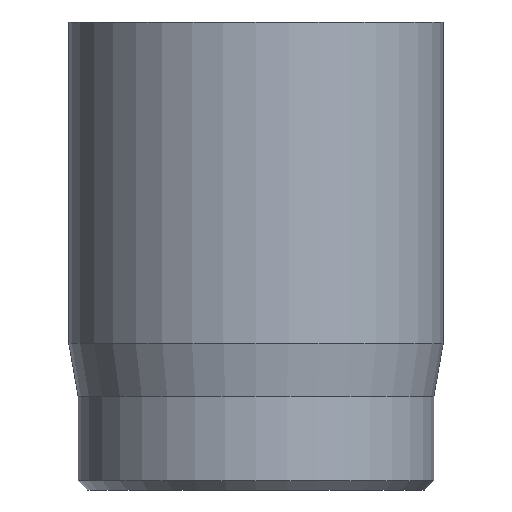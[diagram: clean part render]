
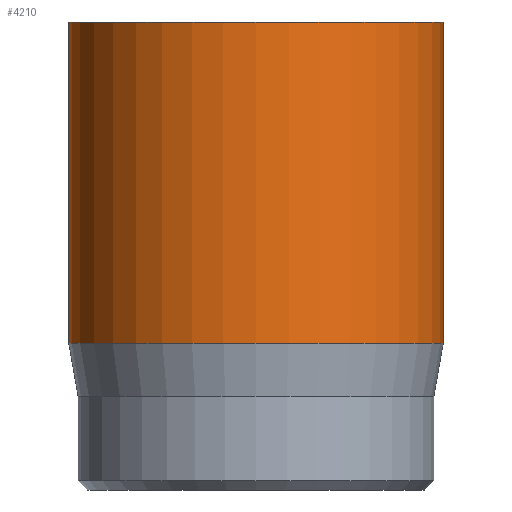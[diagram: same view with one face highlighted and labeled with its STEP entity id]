
A CAD part, front view. The second image highlights one B-rep face of the part: STEP entity #4210.
In plain terms, the highlighted cylindrical face has radius 2 mm (diameter 4 mm), a full revolution.
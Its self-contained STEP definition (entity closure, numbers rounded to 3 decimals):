
#31=CYLINDRICAL_SURFACE('',#4371,2.);
#44=CIRCLE('',#4346,2.);
#55=CIRCLE('',#4369,2.);
#56=CIRCLE('',#4370,2.);
#379=FACE_OUTER_BOUND('',#629,.T.);
#629=EDGE_LOOP('',(#3753,#3754,#3755,#3756,#3757));
#936=LINE('',#8056,#1249);
#1249=VECTOR('',#4866,2.);
#1934=VERTEX_POINT('',#8011);
#1945=VERTEX_POINT('',#8050);
#1946=VERTEX_POINT('',#8051);
#2537=EDGE_CURVE('',#1934,#1934,#44,.T.);
#2553=EDGE_CURVE('',#1945,#1946,#55,.T.);
#2554=EDGE_CURVE('',#1946,#1945,#56,.T.);
#2556=EDGE_CURVE('',#1934,#1945,#936,.T.);
#3753=ORIENTED_EDGE('',*,*,#2537,.T.);
#3754=ORIENTED_EDGE('',*,*,#2556,.T.);
#3755=ORIENTED_EDGE('',*,*,#2553,.T.);
#3756=ORIENTED_EDGE('',*,*,#2554,.T.);
#3757=ORIENTED_EDGE('',*,*,#2556,.F.);
#4210=ADVANCED_FACE('',(#379),#31,.T.);
#4346=AXIS2_PLACEMENT_3D('',#8012,#4808,#4809);
#4369=AXIS2_PLACEMENT_3D('',#8052,#4859,#4860);
#4370=AXIS2_PLACEMENT_3D('',#8053,#4861,#4862);
#4371=AXIS2_PLACEMENT_3D('',#8055,#4864,#4865);
#4808=DIRECTION('center_axis',(0.,0.,-1.));
#4809=DIRECTION('ref_axis',(-1.,0.,0.));
#4859=DIRECTION('center_axis',(0.,0.,1.));
#4860=DIRECTION('ref_axis',(-1.,0.,0.));
#4861=DIRECTION('center_axis',(0.,0.,1.));
#4862=DIRECTION('ref_axis',(-1.,0.,0.));
#4864=DIRECTION('center_axis',(0.,0.,1.));
#4865=DIRECTION('ref_axis',(-1.,0.,0.));
#4866=DIRECTION('',(0.,0.,-1.));
#8011=CARTESIAN_POINT('',(2.,0.,5.));
#8012=CARTESIAN_POINT('Origin',(0.,0.,5.));
#8050=CARTESIAN_POINT('',(2.,0.,1.567));
#8051=CARTESIAN_POINT('',(-2.,0.,1.567));
#8052=CARTESIAN_POINT('Origin',(0.,0.,1.567));
#8053=CARTESIAN_POINT('Origin',(0.,0.,1.567));
#8055=CARTESIAN_POINT('Origin',(0.,0.,0.));
#8056=CARTESIAN_POINT('',(2.,0.,0.));
